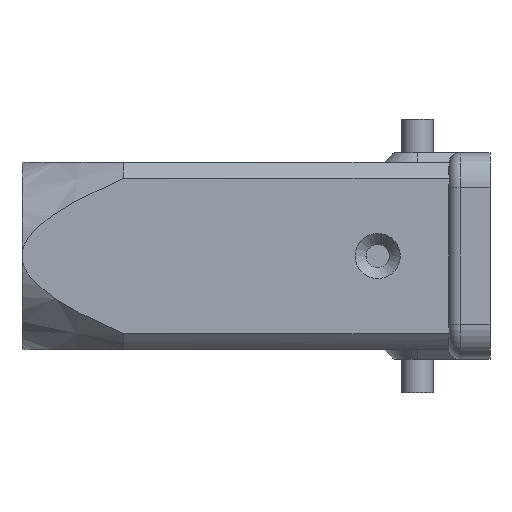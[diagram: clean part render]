
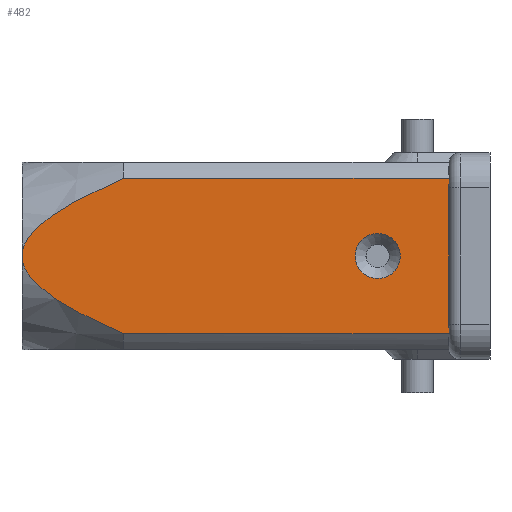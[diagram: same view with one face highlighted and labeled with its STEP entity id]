
A CAD part, left-side view. The second image highlights one B-rep face of the part: STEP entity #482.
In plain terms, the highlighted planar face has unit normal (-1, 0, 0).
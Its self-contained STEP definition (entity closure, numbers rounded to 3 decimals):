
#263=CARTESIAN_POINT('',(-12.,57.85,0.082));
#264=VERTEX_POINT('',#263);
#326=CARTESIAN_POINT('',(-12.,57.85,0.));
#327=VERTEX_POINT('',#326);
#343=CARTESIAN_POINT('',(-12.,57.85,0.));
#344=DIRECTION('',(0.0,0.0,1.0));
#345=VECTOR('',#344,0.082);
#346=LINE('',#343,#345);
#347=EDGE_CURVE('',#327,#264,#346,.T.);
#363=CARTESIAN_POINT('',(-12.,-2.15,-11.96));
#364=DIRECTION('',(-1.0,0.0,0.0));
#365=DIRECTION('',(0.0,0.0,1.0));
#366=AXIS2_PLACEMENT_3D('',#363,#364,#365);
#367=PLANE('',#366);
#368=ORIENTED_EDGE('',*,*,#347,.F.);
#369=CARTESIAN_POINT('',(-12.,57.485,-1.519));
#370=VERTEX_POINT('',#369);
#371=CARTESIAN_POINT('',(-12.,57.85,0.));
#372=CARTESIAN_POINT('',(-12.,57.849,-0.054));
#373=CARTESIAN_POINT('',(-12.,57.847,-0.109));
#374=CARTESIAN_POINT('',(-12.,57.84,-0.225));
#375=CARTESIAN_POINT('',(-12.,57.835,-0.288));
#376=CARTESIAN_POINT('',(-12.,57.811,-0.487));
#377=CARTESIAN_POINT('',(-12.,57.786,-0.623));
#378=CARTESIAN_POINT('',(-12.,57.691,-1.02));
#379=CARTESIAN_POINT('',(-12.,57.599,-1.274));
#380=CARTESIAN_POINT('',(-12.,57.485,-1.519));
#381=B_SPLINE_CURVE_WITH_KNOTS('',3,(#371,#372,#373,#374,#375,#376,#377,#378,#379,#380),.UNSPECIFIED.,.F.,.U.,(4,2,2,2,4),(0.,0.016,0.035,0.077,0.158),.UNSPECIFIED.);
#382=EDGE_CURVE('',#327,#370,#381,.T.);
#383=ORIENTED_EDGE('',*,*,#382,.T.);
#384=CARTESIAN_POINT('',(-12.,44.85,-9.928));
#385=VERTEX_POINT('',#384);
#386=CARTESIAN_POINT('',(-12.,57.485,-1.519));
#387=CARTESIAN_POINT('',(-12.,57.154,-2.232));
#388=CARTESIAN_POINT('',(-12.,56.631,-2.876));
#389=CARTESIAN_POINT('',(-12.,55.633,-3.871));
#390=CARTESIAN_POINT('',(-12.,55.141,-4.283));
#391=CARTESIAN_POINT('',(-12.,53.749,-5.34));
#392=CARTESIAN_POINT('',(-12.,52.747,-5.973));
#393=CARTESIAN_POINT('',(-12.,49.619,-7.776));
#394=CARTESIAN_POINT('',(-12.,47.1,-8.953));
#395=CARTESIAN_POINT('',(-12.,44.85,-9.928));
#396=B_SPLINE_CURVE_WITH_KNOTS('',3,(#386,#387,#388,#389,#390,#391,#392,#393,#394,#395),.UNSPECIFIED.,.F.,.U.,(4,2,2,2,4),(0.,0.236,0.423,0.761,1.511),.UNSPECIFIED.);
#397=EDGE_CURVE('',#370,#385,#396,.T.);
#398=ORIENTED_EDGE('',*,*,#397,.T.);
#399=CARTESIAN_POINT('',(-12.,3.074,-9.928));
#400=VERTEX_POINT('',#399);
#401=CARTESIAN_POINT('',(-12.,44.85,-9.928));
#402=DIRECTION('',(0.0,-1.0,0.0));
#403=VECTOR('',#402,41.775);
#404=LINE('',#401,#403);
#405=EDGE_CURVE('',#385,#400,#404,.T.);
#406=ORIENTED_EDGE('',*,*,#405,.T.);
#407=CARTESIAN_POINT('',(-12.,3.129,-8.71));
#408=VERTEX_POINT('',#407);
#409=CARTESIAN_POINT('',(-12.,3.074,-9.928));
#410=CARTESIAN_POINT('',(-12.,3.122,-9.517));
#411=CARTESIAN_POINT('',(-12.,3.129,-9.093));
#412=CARTESIAN_POINT('',(-12.,3.129,-8.71));
#413=B_SPLINE_CURVE_WITH_KNOTS('',3,(#409,#410,#411,#412),.UNSPECIFIED.,.F.,.U.,(4,4),(-0.837,-0.722),.UNSPECIFIED.);
#414=EDGE_CURVE('',#400,#408,#413,.T.);
#415=ORIENTED_EDGE('',*,*,#414,.T.);
#416=CARTESIAN_POINT('',(-12.,3.129,8.79));
#417=VERTEX_POINT('',#416);
#418=CARTESIAN_POINT('',(-12.,3.129,-8.71));
#419=DIRECTION('',(0.0,0.0,1.0));
#420=VECTOR('',#419,17.5);
#421=LINE('',#418,#420);
#422=EDGE_CURVE('',#408,#417,#421,.T.);
#423=ORIENTED_EDGE('',*,*,#422,.T.);
#424=CARTESIAN_POINT('',(-12.,3.074,10.008));
#425=VERTEX_POINT('',#424);
#426=CARTESIAN_POINT('',(-12.,3.129,8.79));
#427=CARTESIAN_POINT('',(-12.,3.129,9.173));
#428=CARTESIAN_POINT('',(-12.,3.122,9.596));
#429=CARTESIAN_POINT('',(-12.,3.074,10.008));
#430=B_SPLINE_CURVE_WITH_KNOTS('',3,(#426,#427,#428,#429),.UNSPECIFIED.,.F.,.U.,(4,4),(-0.722,-0.607),.UNSPECIFIED.);
#431=EDGE_CURVE('',#417,#425,#430,.T.);
#432=ORIENTED_EDGE('',*,*,#431,.T.);
#433=CARTESIAN_POINT('',(-12.,44.85,10.008));
#434=VERTEX_POINT('',#433);
#435=CARTESIAN_POINT('',(-12.,3.074,10.008));
#436=DIRECTION('',(0.0,1.0,0.0));
#437=VECTOR('',#436,41.776);
#438=LINE('',#435,#437);
#439=EDGE_CURVE('',#425,#434,#438,.T.);
#440=ORIENTED_EDGE('',*,*,#439,.T.);
#441=CARTESIAN_POINT('',(-12.,57.485,1.601));
#442=VERTEX_POINT('',#441);
#443=CARTESIAN_POINT('',(-12.,44.85,10.008));
#444=CARTESIAN_POINT('',(-12.,47.103,9.031));
#445=CARTESIAN_POINT('',(-12.,49.617,7.857));
#446=CARTESIAN_POINT('',(-12.,52.742,6.056));
#447=CARTESIAN_POINT('',(-12.,53.745,5.422));
#448=CARTESIAN_POINT('',(-12.,55.138,4.365));
#449=CARTESIAN_POINT('',(-12.,55.631,3.952));
#450=CARTESIAN_POINT('',(-12.,56.629,2.958));
#451=CARTESIAN_POINT('',(-12.,57.153,2.313));
#452=CARTESIAN_POINT('',(-12.,57.485,1.601));
#453=B_SPLINE_CURVE_WITH_KNOTS('',3,(#443,#444,#445,#446,#447,#448,#449,#450,#451,#452),.UNSPECIFIED.,.F.,.U.,(4,2,2,2,4),(0.,0.737,1.07,1.254,1.486),.UNSPECIFIED.);
#454=EDGE_CURVE('',#434,#442,#453,.T.);
#455=ORIENTED_EDGE('',*,*,#454,.T.);
#456=CARTESIAN_POINT('',(-12.,57.485,1.601));
#457=CARTESIAN_POINT('',(-12.,57.599,1.356));
#458=CARTESIAN_POINT('',(-12.,57.691,1.102));
#459=CARTESIAN_POINT('',(-12.,57.786,0.705));
#460=CARTESIAN_POINT('',(-12.,57.811,0.569));
#461=CARTESIAN_POINT('',(-12.,57.835,0.37));
#462=CARTESIAN_POINT('',(-12.,57.84,0.307));
#463=CARTESIAN_POINT('',(-12.,57.847,0.191));
#464=CARTESIAN_POINT('',(-12.,57.849,0.137));
#465=CARTESIAN_POINT('',(-12.,57.85,0.082));
#466=B_SPLINE_CURVE_WITH_KNOTS('',3,(#456,#457,#458,#459,#460,#461,#462,#463,#464,#465),.UNSPECIFIED.,.F.,.U.,(4,2,2,2,4),(0.,0.081,0.122,0.141,0.158),.UNSPECIFIED.);
#467=EDGE_CURVE('',#442,#264,#466,.T.);
#468=ORIENTED_EDGE('',*,*,#467,.T.);
#469=EDGE_LOOP('',(#368,#383,#398,#406,#415,#423,#432,#440,#455,#468));
#470=FACE_OUTER_BOUND('',#469,.T.);
#471=CARTESIAN_POINT('',(-12.,15.15,0.04));
#472=VERTEX_POINT('',#471);
#473=CARTESIAN_POINT('',(-12.,12.25,0.04));
#474=DIRECTION('',(1.0,0.0,0.0));
#475=DIRECTION('',(0.0,1.0,0.0));
#476=AXIS2_PLACEMENT_3D('',#473,#474,#475);
#477=CIRCLE('',#476,2.9);
#478=EDGE_CURVE('',#472,#472,#477,.T.);
#479=ORIENTED_EDGE('',*,*,#478,.T.);
#480=EDGE_LOOP('',(#479));
#481=FACE_BOUND('',#480,.T.);
#482=ADVANCED_FACE('',(#470,#481),#367,.T.);
